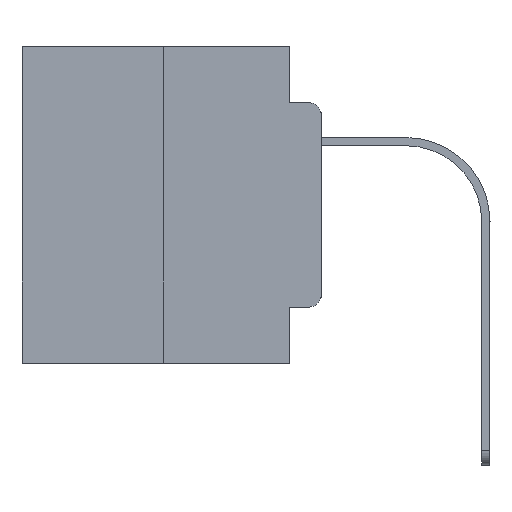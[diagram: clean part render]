
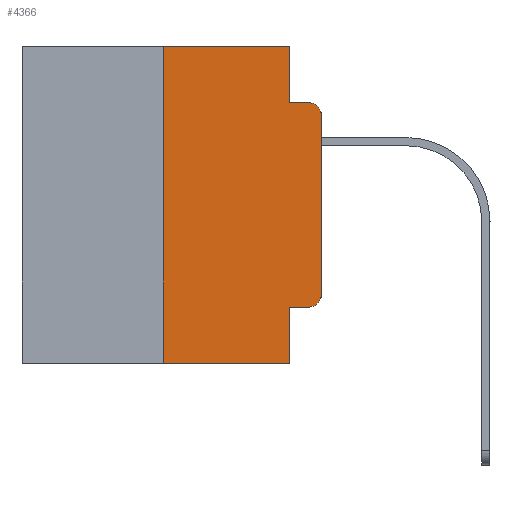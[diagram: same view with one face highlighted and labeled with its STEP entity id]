
A CAD part, left-side view. The second image highlights one B-rep face of the part: STEP entity #4366.
In plain terms, the highlighted planar face has unit normal (-1, 0, 0).
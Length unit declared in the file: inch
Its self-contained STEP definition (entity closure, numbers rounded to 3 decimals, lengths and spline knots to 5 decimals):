
#396 = DIRECTION ( 'NONE',  ( 0., 0., -1. ) ) ;
#640 = VERTEX_POINT ( 'NONE', #22656 ) ;
#672 = CARTESIAN_POINT ( 'NONE',  ( 0., 0.051, -0.4115 ) ) ;
#776 = VERTEX_POINT ( 'NONE', #25761 ) ;
#1040 = PLANE ( 'NONE',  #11939 ) ;
#1653 = EDGE_CURVE ( 'NONE', #10177, #5728, #15655, .T. ) ;
#1674 = CARTESIAN_POINT ( 'NONE',  ( 0., 0.051, 0. ) ) ;
#1722 = DIRECTION ( 'NONE',  ( 0., 0., -1. ) ) ;
#3042 = VECTOR ( 'NONE', #1722, 39.37008 ) ;
#3389 = ORIENTED_EDGE ( 'NONE', *, *, #21778, .T. ) ;
#3535 = DIRECTION ( 'NONE',  ( 0., -1., 0. ) ) ;
#3786 = VERTEX_POINT ( 'NONE', #13684 ) ;
#4184 = CARTESIAN_POINT ( 'NONE',  ( 0., 0.051, -0.0885 ) ) ;
#4225 = EDGE_CURVE ( 'NONE', #24076, #15213, #12078, .T. ) ;
#4366 = ADVANCED_FACE ( 'NONE', ( #18976 ), #1040, .F. ) ;
#4699 = CARTESIAN_POINT ( 'NONE',  ( 0., 0.02, -0.3915 ) ) ;
#5086 = CARTESIAN_POINT ( 'NONE',  ( 0., 0.473, -0.5 ) ) ;
#5436 = DIRECTION ( 'NONE',  ( 0., 0., -1. ) ) ;
#5728 = VERTEX_POINT ( 'NONE', #4184 ) ;
#6157 = CARTESIAN_POINT ( 'NONE',  ( 0., 0.051, -0.0885 ) ) ;
#6562 = CIRCLE ( 'NONE', #20792, 0.02 ) ;
#6920 = EDGE_CURVE ( 'NONE', #5728, #640, #22258, .T. ) ;
#7233 = EDGE_CURVE ( 'NONE', #24076, #22317, #11141, .T. ) ;
#7500 = VERTEX_POINT ( 'NONE', #11599 ) ;
#7799 = EDGE_CURVE ( 'NONE', #7500, #3786, #23203, .T. ) ;
#8138 = CARTESIAN_POINT ( 'NONE',  ( 0., 0.25, 0. ) ) ;
#8373 = VECTOR ( 'NONE', #9218, 39.37008 ) ;
#8884 = CARTESIAN_POINT ( 'NONE',  ( 0., 0.051, -0.4115 ) ) ;
#9020 = CARTESIAN_POINT ( 'NONE',  ( 0., 0.473, 0. ) ) ;
#9088 = ORIENTED_EDGE ( 'NONE', *, *, #7799, .T. ) ;
#9218 = DIRECTION ( 'NONE',  ( 0., 0., 1. ) ) ;
#9343 = CARTESIAN_POINT ( 'NONE',  ( 0., 0., 0. ) ) ;
#9673 = ORIENTED_EDGE ( 'NONE', *, *, #22967, .T. ) ;
#9746 = EDGE_LOOP ( 'NONE', ( #9088, #9673, #11890, #23682, #19195, #19433, #11313, #23980, #18382, #3389 ) ) ;
#10090 = CARTESIAN_POINT ( 'NONE',  ( 0., 0.02, -0.1085 ) ) ;
#10096 = DIRECTION ( 'NONE',  ( 0., -1., 0. ) ) ;
#10177 = VERTEX_POINT ( 'NONE', #1674 ) ;
#10324 = VECTOR ( 'NONE', #5436, 39.37008 ) ;
#11141 = LINE ( 'NONE', #21199, #21369 ) ;
#11276 = LINE ( 'NONE', #23674, #23310 ) ;
#11313 = ORIENTED_EDGE ( 'NONE', *, *, #4225, .T. ) ;
#11599 = CARTESIAN_POINT ( 'NONE',  ( 0., 0., -0.3915 ) ) ;
#11890 = ORIENTED_EDGE ( 'NONE', *, *, #6920, .F. ) ;
#11939 = AXIS2_PLACEMENT_3D ( 'NONE', #9020, #17010, #24974 ) ;
#12078 = LINE ( 'NONE', #5086, #21538 ) ;
#12690 = DIRECTION ( 'NONE',  ( 0., -1., 0. ) ) ;
#13356 = DIRECTION ( 'NONE',  ( 0., 0., 1. ) ) ;
#13684 = CARTESIAN_POINT ( 'NONE',  ( 0., 0., -0.1085 ) ) ;
#13821 = VECTOR ( 'NONE', #10096, 39.37008 ) ;
#14088 = CARTESIAN_POINT ( 'NONE',  ( 0., 0.25, -0.5 ) ) ;
#14729 = EDGE_CURVE ( 'NONE', #22317, #10177, #11276, .T. ) ;
#15213 = VERTEX_POINT ( 'NONE', #17979 ) ;
#15655 = LINE ( 'NONE', #25190, #10324 ) ;
#15788 = VECTOR ( 'NONE', #12690, 39.37008 ) ;
#16466 = EDGE_CURVE ( 'NONE', #16694, #15213, #23573, .T. ) ;
#16471 = LINE ( 'NONE', #8884, #15788 ) ;
#16694 = VERTEX_POINT ( 'NONE', #672 ) ;
#17010 = DIRECTION ( 'NONE',  ( 1., 0., 0. ) ) ;
#17979 = CARTESIAN_POINT ( 'NONE',  ( 0., 0.051, -0.5 ) ) ;
#18382 = ORIENTED_EDGE ( 'NONE', *, *, #23733, .T. ) ;
#18675 = CIRCLE ( 'NONE', #25746, 0.02 ) ;
#18976 = FACE_OUTER_BOUND ( 'NONE', #9746, .T. ) ;
#19106 = DIRECTION ( 'NONE',  ( 0., -1., 0. ) ) ;
#19195 = ORIENTED_EDGE ( 'NONE', *, *, #14729, .F. ) ;
#19433 = ORIENTED_EDGE ( 'NONE', *, *, #7233, .F. ) ;
#19660 = CARTESIAN_POINT ( 'NONE',  ( 0., 0.051, 0. ) ) ;
#20792 = AXIS2_PLACEMENT_3D ( 'NONE', #4699, #24715, #25097 ) ;
#21199 = CARTESIAN_POINT ( 'NONE',  ( 0., 0.25, 0. ) ) ;
#21369 = VECTOR ( 'NONE', #13356, 39.37008 ) ;
#21538 = VECTOR ( 'NONE', #19106, 39.37008 ) ;
#21778 = EDGE_CURVE ( 'NONE', #776, #7500, #6562, .T. ) ;
#22254 = DIRECTION ( 'NONE',  ( -1., 0., 0. ) ) ;
#22258 = LINE ( 'NONE', #6157, #13821 ) ;
#22317 = VERTEX_POINT ( 'NONE', #8138 ) ;
#22656 = CARTESIAN_POINT ( 'NONE',  ( 0., 0.02, -0.0885 ) ) ;
#22967 = EDGE_CURVE ( 'NONE', #3786, #640, #18675, .T. ) ;
#23203 = LINE ( 'NONE', #9343, #8373 ) ;
#23310 = VECTOR ( 'NONE', #3535, 39.37008 ) ;
#23573 = LINE ( 'NONE', #19660, #3042 ) ;
#23674 = CARTESIAN_POINT ( 'NONE',  ( 0., 0.473, 0. ) ) ;
#23682 = ORIENTED_EDGE ( 'NONE', *, *, #1653, .F. ) ;
#23733 = EDGE_CURVE ( 'NONE', #16694, #776, #16471, .T. ) ;
#23980 = ORIENTED_EDGE ( 'NONE', *, *, #16466, .F. ) ;
#24076 = VERTEX_POINT ( 'NONE', #14088 ) ;
#24715 = DIRECTION ( 'NONE',  ( -1., 0., 0. ) ) ;
#24974 = DIRECTION ( 'NONE',  ( 0., 0., -1. ) ) ;
#25097 = DIRECTION ( 'NONE',  ( 0., 0., -1. ) ) ;
#25190 = CARTESIAN_POINT ( 'NONE',  ( 0., 0.051, 0. ) ) ;
#25746 = AXIS2_PLACEMENT_3D ( 'NONE', #10090, #22254, #396 ) ;
#25761 = CARTESIAN_POINT ( 'NONE',  ( 0., 0.02, -0.4115 ) ) ;
